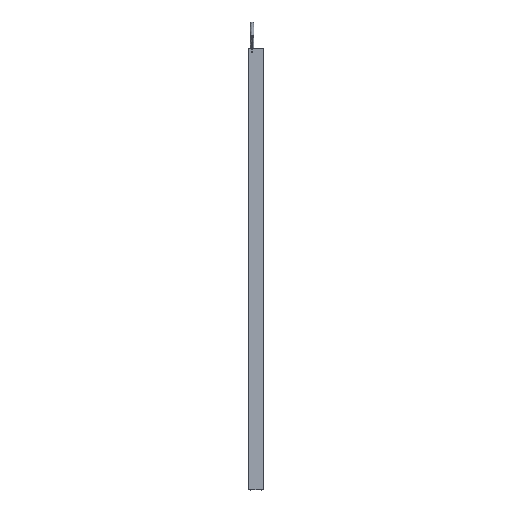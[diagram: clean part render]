
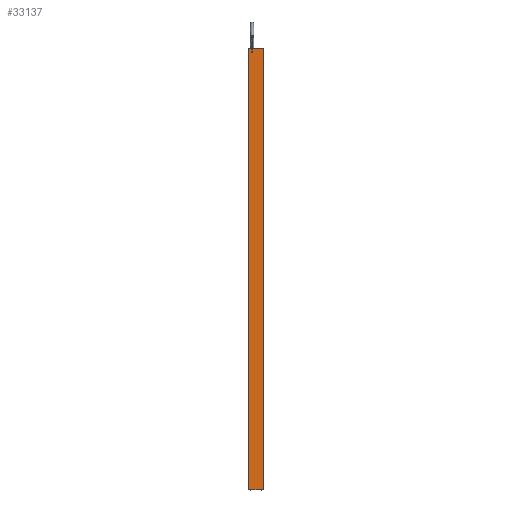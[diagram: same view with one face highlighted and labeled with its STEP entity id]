
A CAD part, front view. The second image highlights one B-rep face of the part: STEP entity #33137.
In plain terms, the highlighted planar face has unit normal (0, -1, 0).
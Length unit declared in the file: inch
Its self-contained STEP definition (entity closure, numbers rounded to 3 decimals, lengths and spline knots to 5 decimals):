
#255 = CARTESIAN_POINT ( 'NONE',  ( 1.3084, 1.82955, 19.06469 ) ) ;
#1954 = CARTESIAN_POINT ( 'NONE',  ( 1.90447, 1.82955, 1.06469 ) ) ;
#1960 = CARTESIAN_POINT ( 'NONE',  ( 1.3084, 1.82955, 19.06469 ) ) ;
#2418 = CARTESIAN_POINT ( 'NONE',  ( 1.3084, 1.82955, 19.06469 ) ) ;
#2525 = AXIS2_PLACEMENT_3D ( 'NONE', #2418, #5412, #8253 ) ;
#3013 = VERTEX_POINT ( 'NONE', #9494 ) ;
#3742 = DIRECTION ( 'NONE',  ( 1., 0., 0. ) ) ;
#3792 = CARTESIAN_POINT ( 'NONE',  ( 1.90447, 1.82955, 19.06469 ) ) ;
#5412 = DIRECTION ( 'NONE',  ( 0., 1., 0. ) ) ;
#7179 = DIRECTION ( 'NONE',  ( 1., 0., 0. ) ) ;
#8167 = LINE ( 'NONE', #1960, #14350 ) ;
#8253 = DIRECTION ( 'NONE',  ( -1., 0., 0. ) ) ;
#8486 = ORIENTED_EDGE ( 'NONE', *, *, #11674, .F. ) ;
#9057 = DIRECTION ( 'NONE',  ( 0., 0., -1. ) ) ;
#9494 = CARTESIAN_POINT ( 'NONE',  ( 1.3084, 1.82955, 1.06469 ) ) ;
#10199 = CARTESIAN_POINT ( 'NONE',  ( 1.90447, 1.82955, 19.06469 ) ) ;
#11185 = LINE ( 'NONE', #3792, #32630 ) ;
#11674 = EDGE_CURVE ( 'NONE', #29344, #17041, #8167, .T. ) ;
#13836 = ORIENTED_EDGE ( 'NONE', *, *, #19321, .T. ) ;
#14350 = VECTOR ( 'NONE', #7179, 39.37008 ) ;
#15533 = ORIENTED_EDGE ( 'NONE', *, *, #35311, .T. ) ;
#15719 = ORIENTED_EDGE ( 'NONE', *, *, #29481, .F. ) ;
#16783 = DIRECTION ( 'NONE',  ( 0., 0., -1. ) ) ;
#17041 = VERTEX_POINT ( 'NONE', #10199 ) ;
#19198 = PLANE ( 'NONE',  #2525 ) ;
#19321 = EDGE_CURVE ( 'NONE', #29344, #3013, #27624, .T. ) ;
#23905 = VERTEX_POINT ( 'NONE', #1954 ) ;
#24333 = FACE_OUTER_BOUND ( 'NONE', #29029, .T. ) ;
#26890 = LINE ( 'NONE', #34197, #33419 ) ;
#27624 = LINE ( 'NONE', #255, #29356 ) ;
#29029 = EDGE_LOOP ( 'NONE', ( #15533, #15719, #8486, #13836 ) ) ;
#29344 = VERTEX_POINT ( 'NONE', #31612 ) ;
#29356 = VECTOR ( 'NONE', #16783, 39.37008 ) ;
#29481 = EDGE_CURVE ( 'NONE', #17041, #23905, #11185, .T. ) ;
#31612 = CARTESIAN_POINT ( 'NONE',  ( 1.3084, 1.82955, 19.06469 ) ) ;
#32630 = VECTOR ( 'NONE', #9057, 39.37008 ) ;
#33137 = ADVANCED_FACE ( 'NONE', ( #24333 ), #19198, .F. ) ;
#33419 = VECTOR ( 'NONE', #3742, 39.37008 ) ;
#34197 = CARTESIAN_POINT ( 'NONE',  ( 1.3084, 1.82955, 1.06469 ) ) ;
#35311 = EDGE_CURVE ( 'NONE', #3013, #23905, #26890, .T. ) ;
